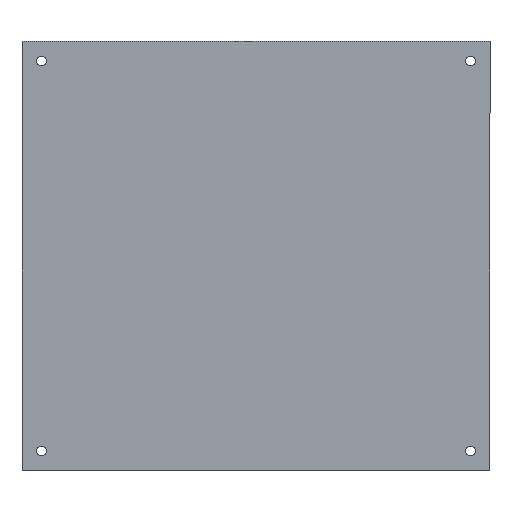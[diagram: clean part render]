
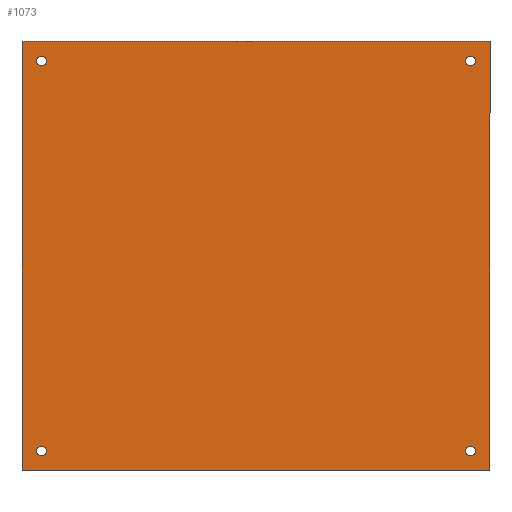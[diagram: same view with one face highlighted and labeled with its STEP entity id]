
A CAD part, top view. The second image highlights one B-rep face of the part: STEP entity #1073.
In plain terms, the highlighted planar face has unit normal (0, 0, 1).
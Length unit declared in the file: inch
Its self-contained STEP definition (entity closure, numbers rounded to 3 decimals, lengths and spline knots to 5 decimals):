
#708=CARTESIAN_POINT('',(-5.375,47.73675,0.31102));
#709=VERTEX_POINT('',#708);
#710=CARTESIAN_POINT('',(-5.5,47.73675,0.31102));
#711=DIRECTION('',(0.0,0.0,-1.0));
#712=DIRECTION('',(-1.0,0.0,0.0));
#713=AXIS2_PLACEMENT_3D('',#710,#711,#712);
#714=CIRCLE('',#713,0.125);
#715=EDGE_CURVE('',#709,#709,#714,.T.);
#757=CARTESIAN_POINT('',(-5.375,57.73675,0.31102));
#758=VERTEX_POINT('',#757);
#759=CARTESIAN_POINT('',(-5.5,57.73675,0.31102));
#760=DIRECTION('',(0.0,0.0,-1.0));
#761=DIRECTION('',(-1.0,0.0,0.0));
#762=AXIS2_PLACEMENT_3D('',#759,#760,#761);
#763=CIRCLE('',#762,0.125);
#764=EDGE_CURVE('',#758,#758,#763,.T.);
#806=CARTESIAN_POINT('',(5.625,47.73675,0.31102));
#807=VERTEX_POINT('',#806);
#808=CARTESIAN_POINT('',(5.5,47.73675,0.31102));
#809=DIRECTION('',(0.0,0.0,-1.0));
#810=DIRECTION('',(-1.0,0.0,0.0));
#811=AXIS2_PLACEMENT_3D('',#808,#809,#810);
#812=CIRCLE('',#811,0.125);
#813=EDGE_CURVE('',#807,#807,#812,.T.);
#855=CARTESIAN_POINT('',(5.625,57.73675,0.31102));
#856=VERTEX_POINT('',#855);
#857=CARTESIAN_POINT('',(5.5,57.73675,0.31102));
#858=DIRECTION('',(0.0,0.0,-1.0));
#859=DIRECTION('',(-1.0,0.0,0.0));
#860=AXIS2_PLACEMENT_3D('',#857,#858,#859);
#861=CIRCLE('',#860,0.125);
#862=EDGE_CURVE('',#856,#856,#861,.T.);
#883=CARTESIAN_POINT('',(6.,58.23675,0.31102));
#884=VERTEX_POINT('',#883);
#885=CARTESIAN_POINT('',(6.,47.23675,0.31102));
#886=VERTEX_POINT('',#885);
#887=CARTESIAN_POINT('',(6.,58.23675,0.31102));
#888=DIRECTION('',(0.0,-1.0,0.0));
#889=VECTOR('',#888,11.0);
#890=LINE('',#887,#889);
#891=EDGE_CURVE('',#884,#886,#890,.T.);
#923=CARTESIAN_POINT('',(-6.,47.23675,0.31102));
#924=VERTEX_POINT('',#923);
#925=CARTESIAN_POINT('',(6.,47.23675,0.31102));
#926=DIRECTION('',(-1.0,0.0,0.0));
#927=VECTOR('',#926,12.);
#928=LINE('',#925,#927);
#929=EDGE_CURVE('',#886,#924,#928,.T.);
#954=CARTESIAN_POINT('',(-6.,58.23675,0.31102));
#955=VERTEX_POINT('',#954);
#956=CARTESIAN_POINT('',(-6.,47.23675,0.31102));
#957=DIRECTION('',(0.0,1.0,0.0));
#958=VECTOR('',#957,11.0);
#959=LINE('',#956,#958);
#960=EDGE_CURVE('',#924,#955,#959,.T.);
#985=CARTESIAN_POINT('',(-6.,58.23675,0.31102));
#986=DIRECTION('',(1.0,0.0,0.0));
#987=VECTOR('',#986,12.0);
#988=LINE('',#985,#987);
#989=EDGE_CURVE('',#955,#884,#988,.T.);
#1050=CARTESIAN_POINT('',(0.,52.73675,0.31102));
#1051=DIRECTION('',(0.0,0.0,1.0));
#1052=DIRECTION('',(1.0,0.0,0.0));
#1053=AXIS2_PLACEMENT_3D('',#1050,#1051,#1052);
#1054=PLANE('',#1053);
#1055=ORIENTED_EDGE('',*,*,#891,.F.);
#1056=ORIENTED_EDGE('',*,*,#989,.F.);
#1057=ORIENTED_EDGE('',*,*,#960,.F.);
#1058=ORIENTED_EDGE('',*,*,#929,.F.);
#1059=EDGE_LOOP('',(#1055,#1056,#1057,#1058));
#1060=FACE_OUTER_BOUND('',#1059,.T.);
#1061=ORIENTED_EDGE('',*,*,#715,.T.);
#1062=EDGE_LOOP('',(#1061));
#1063=FACE_BOUND('',#1062,.T.);
#1064=ORIENTED_EDGE('',*,*,#764,.T.);
#1065=EDGE_LOOP('',(#1064));
#1066=FACE_BOUND('',#1065,.T.);
#1067=ORIENTED_EDGE('',*,*,#813,.T.);
#1068=EDGE_LOOP('',(#1067));
#1069=FACE_BOUND('',#1068,.T.);
#1070=ORIENTED_EDGE('',*,*,#862,.T.);
#1071=EDGE_LOOP('',(#1070));
#1072=FACE_BOUND('',#1071,.T.);
#1073=ADVANCED_FACE('',(#1060,#1063,#1066,#1069,#1072),#1054,.T.);
